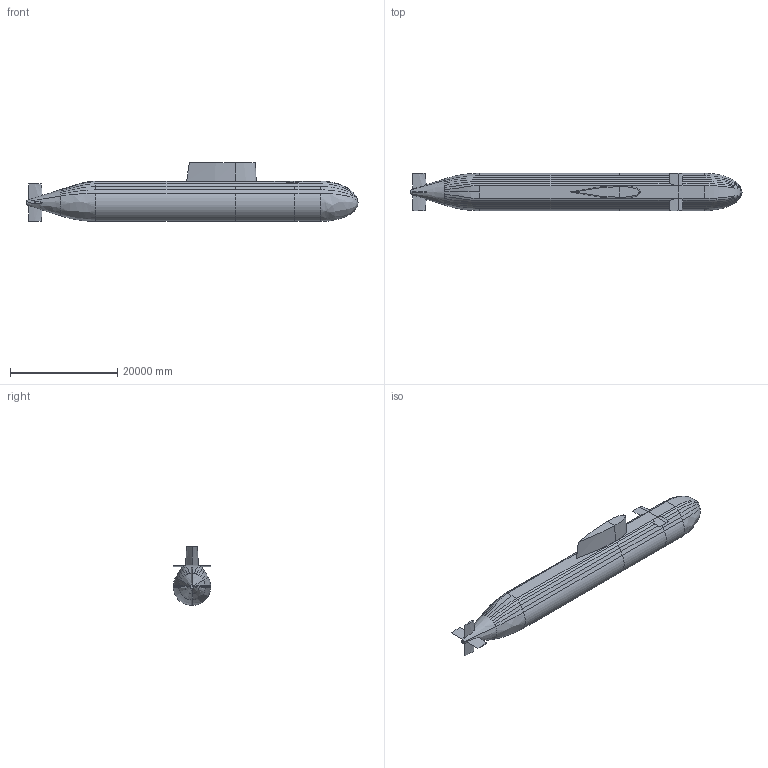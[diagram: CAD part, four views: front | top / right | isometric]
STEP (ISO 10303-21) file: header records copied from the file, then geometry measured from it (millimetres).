
FILE_DESCRIPTION(/* description */ (''),/* implementation_level */ '2;1');
FILE_NAME(/* name */ 'BETSSI~4',/* time_stamp */ '2018-12-05T21:03:58+01:00',/* author */ (''),/* organization */ (''),/* preprocessor_version */ 'ST-DEVELOPER v15',/* originating_system */ '',/* authorisation */ '');
FILE_SCHEMA (('AUTOMOTIVE_DESIGN'));
Length unit declared in the file: metre
Products named in the file (1): Document
Bounding box: 62000 x 7000 x 11000 mm (x, y, z)
Volume: 2269630139879.2 mm3; surface area: 1457992826 mm2
Topology: 1 solids, 1 shells, 102 faces, 235 edges, 108 vertices
Faces by surface type: bspline 69, plane 33
Entity records: 2911 total; most frequent: CARTESIAN_POINT 1734, ORIENTED_EDGE 410, EDGE_CURVE 205, VERTEX_POINT 108, EDGE_LOOP 105, ADVANCED_FACE 102, FACE_OUTER_BOUND 102, DIRECTION 37
